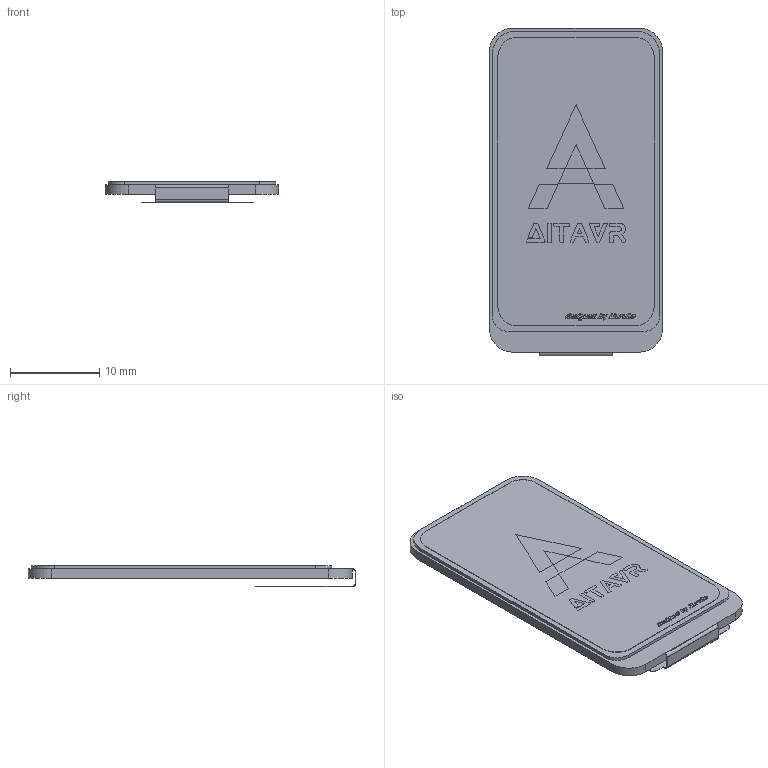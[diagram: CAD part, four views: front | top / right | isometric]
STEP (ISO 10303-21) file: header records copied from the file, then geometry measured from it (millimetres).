
FILE_DESCRIPTION (( 'STEP AP214' ), '1' );
FILE_NAME ('IPS_1_47.STEP', '2022-11-25T23:10:12', ( '' ), ( '' ), 'SwSTEP 2.0', 'SolidWorks 2022', '' );
FILE_SCHEMA (( 'AUTOMOTIVE_DESIGN' ));
Length unit declared in the file: millimetre
Products named in the file (1): IPS_1_47
Bounding box: 19.39 x 36.68 x 2.41 mm (x, y, z)
Volume: 994.2 mm3; surface area: 1849.4 mm2
Topology: 1 solids, 1 shells, 218 faces, 885 edges, 701 vertices
Faces by surface type: plane 164, cylinder 54
Entity records: 12302 total; most frequent: CARTESIAN_POINT 3193, ORIENTED_EDGE 1770, DIRECTION 1098, EDGE_CURVE 885, VERTEX_POINT 701, LINE 444, VECTOR 444, B_SPLINE_CURVE_WITH_KNOTS 333
